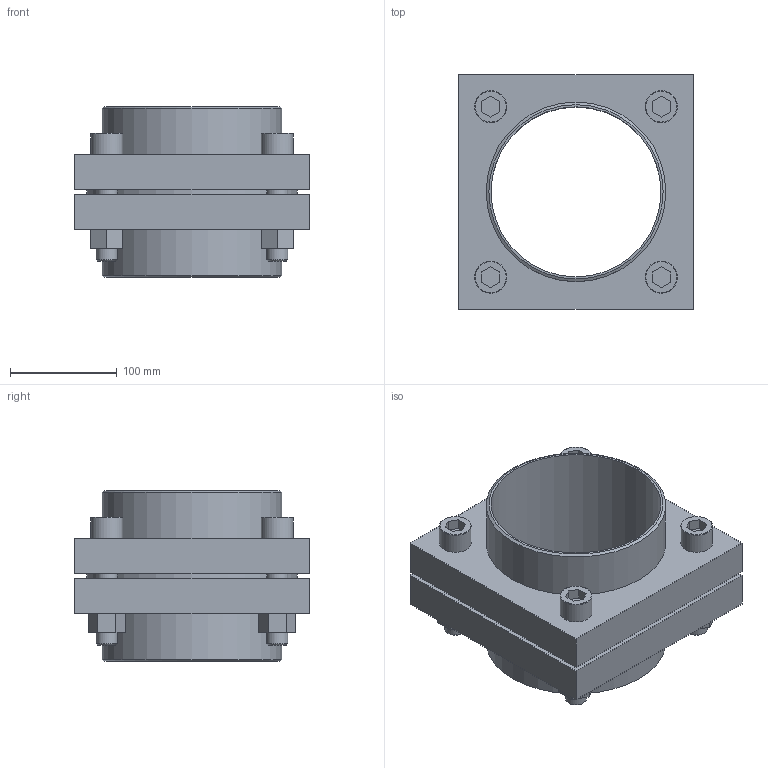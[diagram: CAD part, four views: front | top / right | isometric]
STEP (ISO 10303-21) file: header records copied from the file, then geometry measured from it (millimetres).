
FILE_DESCRIPTION(/* description */ ('STEP AP203'),/* implementation_level */ '2;1');
FILE_NAME(/* name */ 'Return Flange Coupling FKR 150-01',/* time_stamp */ '2023-05-02T11:19:10+02:00',/* author */ ('License CC BY-ND 4.0'),/* organization */ ('CADENAS'),/* preprocessor_version */ 'ST-DEVELOPER v19.3',/* originating_system */ 'PARTsolutions',/* authorisation */ ' ');
FILE_SCHEMA (('CONFIG_CONTROL_DESIGN'));
Length unit declared in the file: millimetre
Products named in the file (1): Ruecklauf Flanschkupplung FKR 150-01
Bounding box: 220 x 220 x 160 mm (x, y, z)
Volume: 2245678 mm3; surface area: 307032.2 mm2
Topology: 1 solids, 2 shells, 110 faces, 253 edges, 168 vertices
Faces by surface type: plane 81, cylinder 19, cone 6, torus 4
Full cylindrical faces by diameter (mm): 20 x8, 30 x4, 159.3 x1, 168 x1, 168.3 x3, 176 x1, 197 x1
Entity records: 2924 total; most frequent: CARTESIAN_POINT 487, DIRECTION 486, ORIENTED_EDGE 432, EDGE_CURVE 216, EDGE_LOOP 172, FACE_BOUND 172, LINE 168, VECTOR 168
